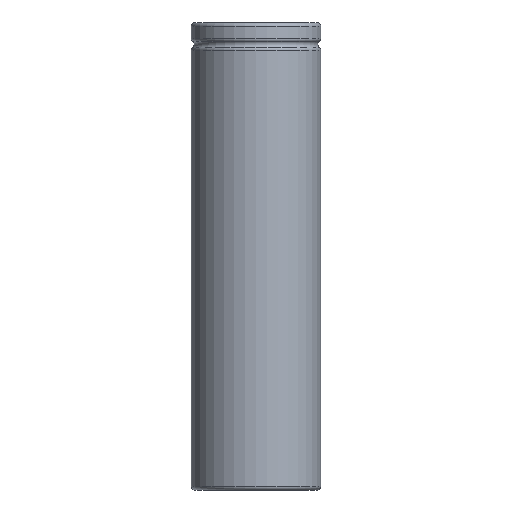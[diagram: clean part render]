
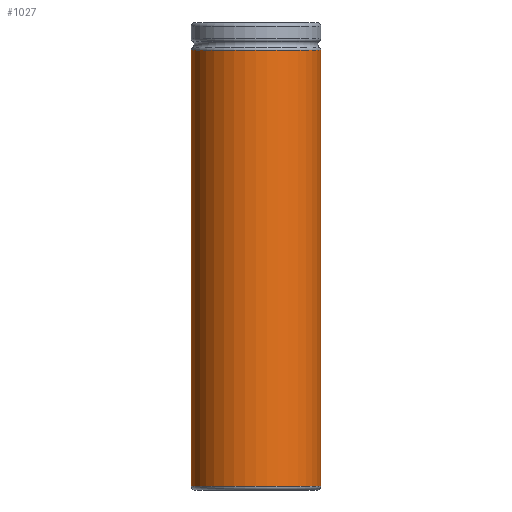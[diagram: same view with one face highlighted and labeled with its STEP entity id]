
A CAD part, front view. The second image highlights one B-rep face of the part: STEP entity #1027.
In plain terms, the highlighted cylindrical face has radius 9 mm (diameter 18 mm), a full revolution.
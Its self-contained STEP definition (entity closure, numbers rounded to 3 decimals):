
#134=LINE('',#1538,#169);
#169=VECTOR('',#1284,9.);
#204=CYLINDRICAL_SURFACE('',#1127,9.);
#229=FACE_OUTER_BOUND('',#295,.T.);
#295=EDGE_LOOP('',(#712,#713,#714,#715));
#369=CIRCLE('',#1124,9.);
#372=CIRCLE('',#1128,9.);
#418=VERTEX_POINT('',#1530);
#420=VERTEX_POINT('',#1536);
#528=EDGE_CURVE('',#418,#418,#369,.T.);
#531=EDGE_CURVE('',#420,#420,#372,.T.);
#532=EDGE_CURVE('',#420,#418,#134,.T.);
#712=ORIENTED_EDGE('',*,*,#531,.F.);
#713=ORIENTED_EDGE('',*,*,#532,.T.);
#714=ORIENTED_EDGE('',*,*,#528,.F.);
#715=ORIENTED_EDGE('',*,*,#532,.F.);
#1027=ADVANCED_FACE('',(#229),#204,.T.);
#1124=AXIS2_PLACEMENT_3D('',#1531,#1274,#1275);
#1127=AXIS2_PLACEMENT_3D('',#1535,#1280,#1281);
#1128=AXIS2_PLACEMENT_3D('',#1537,#1282,#1283);
#1274=DIRECTION('center_axis',(0.,0.,-1.));
#1275=DIRECTION('ref_axis',(-1.,0.,0.));
#1280=DIRECTION('center_axis',(0.,0.,1.));
#1281=DIRECTION('ref_axis',(1.,0.,0.));
#1282=DIRECTION('center_axis',(0.,0.,1.));
#1283=DIRECTION('ref_axis',(-1.,0.,0.));
#1284=DIRECTION('',(0.,0.,-1.));
#1530=CARTESIAN_POINT('',(-9.,0.,0.5));
#1531=CARTESIAN_POINT('Origin',(0.,0.,0.5));
#1535=CARTESIAN_POINT('Origin',(0.,0.,30.75));
#1536=CARTESIAN_POINT('',(-9.,0.,61.194));
#1537=CARTESIAN_POINT('Origin',(0.,0.,61.194));
#1538=CARTESIAN_POINT('',(-9.,0.,30.75));
